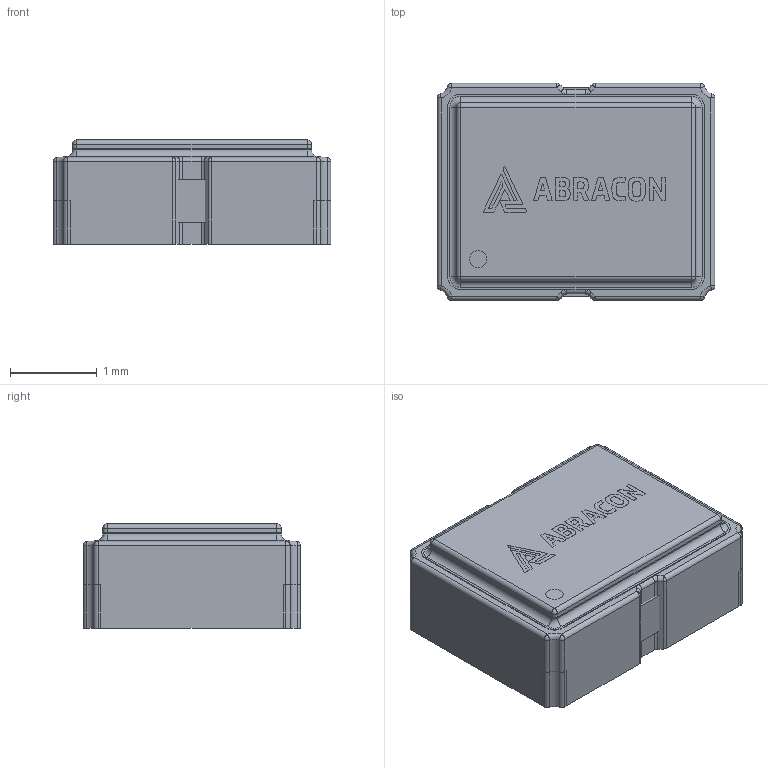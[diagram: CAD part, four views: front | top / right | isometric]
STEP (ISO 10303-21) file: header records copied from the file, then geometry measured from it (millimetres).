
FILE_DESCRIPTION(('CAx-IF Rec.Pracs.---Model Styling and Organization---1.5---2016-08-15','CAx-IF Rec.Pracs.---Geometric and Assembly Validation Properties---4.4---2016-08-17','CAx-IF Rec.Pracs.---User Defined Attributes---1.5---2016-08-15','CAx-IF Rec.Pracs.---External References---2.1---2005-01-19'),'2;1');
FILE_NAME('521791.step','2025-03-25T13:54:33',('Unspecified'),('Unspecified'),'CAD Exchanger 3.10.2 (cadexchanger.com)','Unspecified','');
FILE_SCHEMA(('AUTOMOTIVE_DESIGN { 1 0 10303 214 1 1 1 1 }'));
Length unit declared in the file: millimetre
Products named in the file (3): ASE-25.000MHZ-LR-T; Abracon New Logo
Assembly tree (2 placements, depth 2):
  ASE-25.000MHZ-LR-T
    ASE-25.000MHZ-LR-T
    Abracon New Logo
Bounding box: 3.2 x 2.5 x 1.2 mm (x, y, z)
Volume: 9.1 mm3; surface area: 71.6 mm2
Topology: 18 solids, 18 shells, 344 faces, 866 edges, 548 vertices
Faces by surface type: plane 149, cylinder 84, bspline 83, sphere 16, torus 12
Entity records: 11653 total; most frequent: CARTESIAN_POINT 2827, ORIENTED_EDGE 1708, DIRECTION 1402, EDGE_CURVE 854, VERTEX_POINT 548, LINE 500, VECTOR 500, AXIS2_PLACEMENT_3D 451
